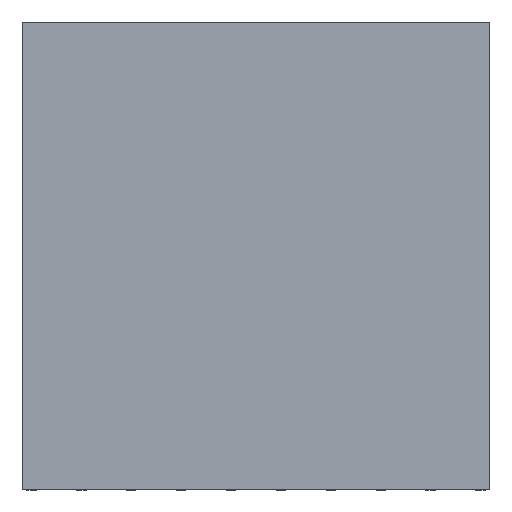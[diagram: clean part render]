
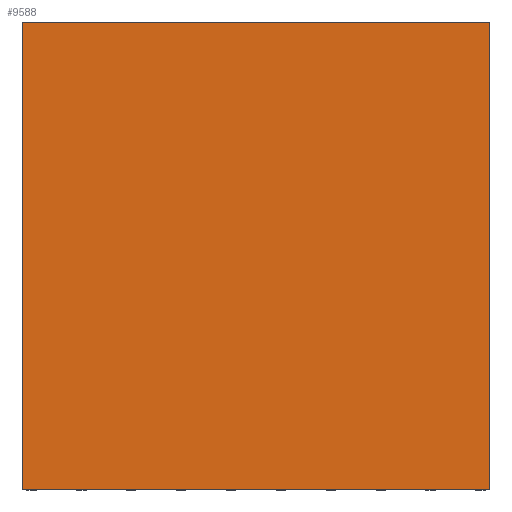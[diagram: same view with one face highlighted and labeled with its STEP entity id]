
A CAD part, top view. The second image highlights one B-rep face of the part: STEP entity #9588.
In plain terms, the highlighted face is planar.
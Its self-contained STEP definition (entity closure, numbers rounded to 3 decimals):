
#292=PLANE('',#10557);
#3356=ORIENTED_EDGE('',*,*,#4953,.F.);
#3357=ORIENTED_EDGE('',*,*,#4954,.T.);
#3358=ORIENTED_EDGE('',*,*,#4951,.T.);
#3359=ORIENTED_EDGE('',*,*,#4955,.F.);
#4951=EDGE_CURVE('',#5895,#5894,#6839,.T.);
#4953=EDGE_CURVE('',#5896,#5897,#6841,.T.);
#4954=EDGE_CURVE('',#5896,#5895,#6842,.T.);
#4955=EDGE_CURVE('',#5897,#5894,#6843,.T.);
#5894=VERTEX_POINT('',#16250);
#5895=VERTEX_POINT('',#16252);
#5896=VERTEX_POINT('',#16256);
#5897=VERTEX_POINT('',#16257);
#6839=LINE('',#16251,#7787);
#6841=LINE('',#16255,#7789);
#6842=LINE('',#16258,#7790);
#6843=LINE('',#16259,#7791);
#7787=VECTOR('',#13401,1000.);
#7789=VECTOR('',#13405,1000.);
#7790=VECTOR('',#13406,1000.);
#7791=VECTOR('',#13407,1000.);
#8324=EDGE_LOOP('',(#3356,#3357,#3358,#3359));
#8858=FACE_BOUND('',#8324,.T.);
#9588=ADVANCED_FACE('',(#8858),#292,.T.);
#10557=AXIS2_PLACEMENT_3D('',#16254,#13403,#13404);
#13401=DIRECTION('',(0.,0.,-1.));
#13403=DIRECTION('',(0.,-1.,0.));
#13404=DIRECTION('',(1.,0.,0.));
#13405=DIRECTION('',(0.,0.,-1.));
#13406=DIRECTION('',(-1.,0.,0.));
#13407=DIRECTION('',(-1.,0.,0.));
#16250=CARTESIAN_POINT('',(643.79,223.419,0.));
#16251=CARTESIAN_POINT('',(643.79,223.419,30.));
#16252=CARTESIAN_POINT('',(643.79,223.419,30.));
#16254=CARTESIAN_POINT('',(643.79,223.419,0.));
#16255=CARTESIAN_POINT('',(673.79,223.419,30.));
#16256=CARTESIAN_POINT('',(673.79,223.419,30.));
#16257=CARTESIAN_POINT('',(673.79,223.419,0.));
#16258=CARTESIAN_POINT('',(673.79,223.419,30.));
#16259=CARTESIAN_POINT('',(673.79,223.419,0.));
